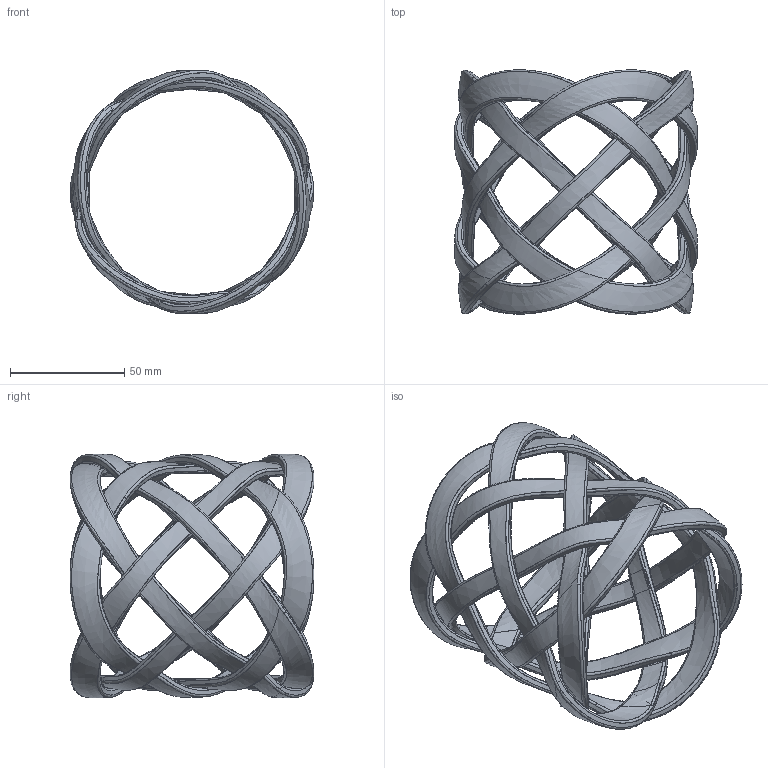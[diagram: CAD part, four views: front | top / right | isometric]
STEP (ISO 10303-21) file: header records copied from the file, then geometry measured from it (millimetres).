
FILE_DESCRIPTION(('FreeCAD Model'),'2;1');
FILE_NAME('Open CASCADE Shape Model','2025-05-04T04:52:02',('FreeCAD'),( 'FreeCAD'),'Open CASCADE STEP processor 7.6','FreeCAD','Unknown');
FILE_SCHEMA(('AUTOMOTIVE_DESIGN { 1 0 10303 214 1 1 1 1 }'));
Products named in the file (1): Open CASCADE STEP translator 7.6 1
Bounding box: 106.39 x 106.86 x 106.68 mm (x, y, z)
Surface area: 64264.9 mm2 (no closed solid volume)
Topology: 0 solids, 107 shells, 107 faces, 5782 edges, 5782 vertices
Faces by surface type: bspline 107
Entity records: 190555 total; most frequent: CARTESIAN_POINT 166925, ORIENTED_EDGE 5782, EDGE_CURVE 5782, VERTEX_POINT 5782, B_SPLINE_CURVE_WITH_KNOTS 5686, SHELL_BASED_SURFACE_MODEL 107, OPEN_SHELL 107, ADVANCED_FACE 107
